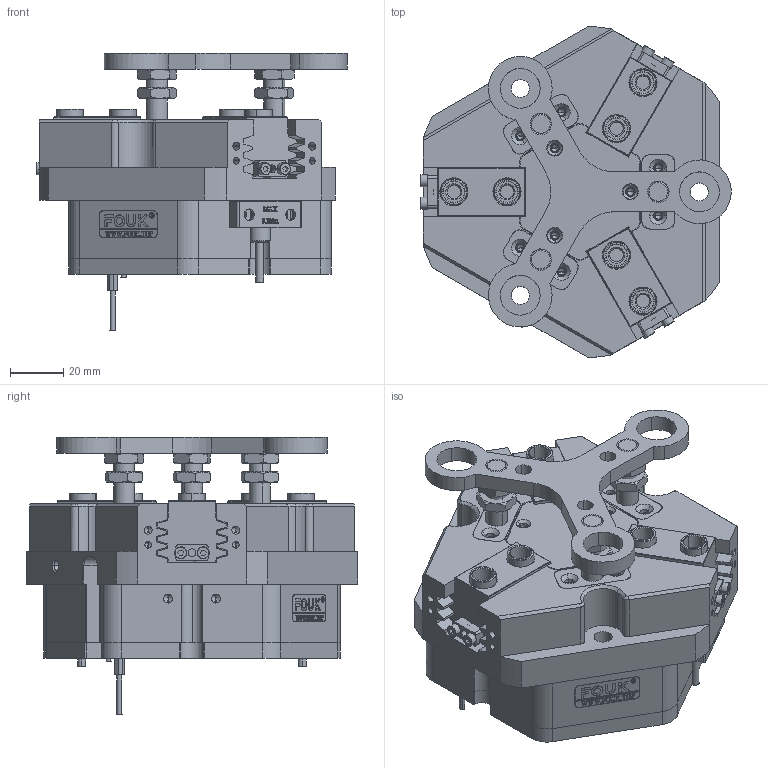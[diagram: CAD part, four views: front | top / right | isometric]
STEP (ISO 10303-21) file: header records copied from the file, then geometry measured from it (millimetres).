
FILE_DESCRIPTION (( 'STEP AP203' ), '1' );
FILE_NAME ('FZ70-125-C30.STEP', '2025-03-30T08:00:19', ( 'USER-' ), ( 'Microsoft' ), 'SwSTEP 2.0', 'SolidWorks 2018', '' );
FILE_SCHEMA (( 'CONFIG_CONTROL_DESIGN' ));
Length unit declared in the file: millimetre
Products named in the file (18): 棠羲換覜ん; 揤輸蚾饜极; ﾏ擎ﾗ10｡ﾁ8｡ﾁ6; TZT70-125-M-08 芢蹋; TZT70-125-M-05 菁裔啣; 20241226-M4 M4換覜ん揤輸; TZT70-125-M-10 囀笢猾啣; 内六角圆柱头螺钉[GBT70_1-2008][M2.5×8]_M2.5×8; 25x10-R1.5; TZT70-125-M-06 笢猾啣; -C30; FZ70-125-C30; TZT70-125-M-07 芢裝; 苤覜聆假蚾璃; TZT70-125-M-02 賑輸; TZT70-125-M-01褲极; 电容传感器8x23接近开关; M8情蹟譫
Assembly tree (39 placements, depth 3):
  FZ70-125-C30
    TZT70-125-M-01褲极
    TZT70-125-M-02 賑輸  x3
    TZT70-125-M-05 菁裔啣
    TZT70-125-M-06 笢猾啣
    TZT70-125-M-10 囀笢猾啣  x3
    揤輸蚾饜极  x3
      内六角圆柱头螺钉[GBT70_1-2008][M2.5×8]_M2.5×8
      苤覜聆假蚾璃
    电容传感器8x23接近开关  x2
    20241226-M4 M4換覜ん揤輸  x2
    棠羲換覜ん  x2
    ﾏ擎ﾗ10｡ﾁ8｡ﾁ6  x6
    25x10-R1.5
    -C30
      TZT70-125-M-07 芢裝  x3
      TZT70-125-M-08 芢蹋
      M8情蹟譫  x6
Bounding box: 117 x 124.84 x 104.51 mm (x, y, z)
Volume: 512816.3 mm3; surface area: 131716.5 mm2
Topology: 41 solids, 44 shells, 2473 faces, 6440 edges, 4123 vertices
Faces by surface type: plane 1167, cylinder 578, bspline 379, cone 321, torus 28
Entity records: 61688 total; most frequent: CARTESIAN_POINT 19954, ORIENTED_EDGE 8544, DIRECTION 7405, EDGE_CURVE 4272, VERTEX_POINT 2771, VECTOR 2769, LINE 2769, AXIS2_PLACEMENT_3D 2318
